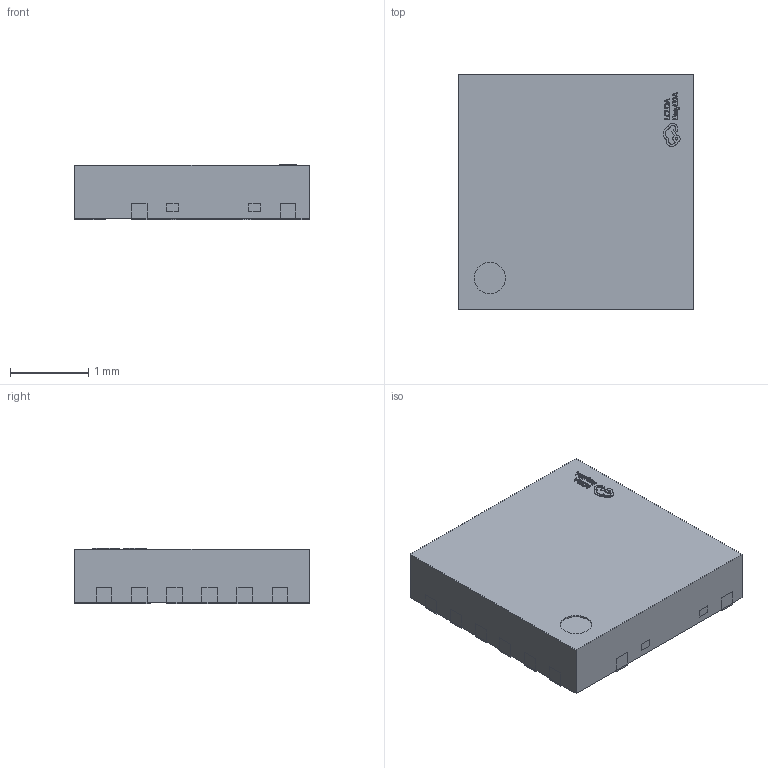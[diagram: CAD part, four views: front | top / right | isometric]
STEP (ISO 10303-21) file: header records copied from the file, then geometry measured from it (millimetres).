
FILE_DESCRIPTION (( 'STEP AP214' ), '1' );
FILE_NAME ('QFN-10-3x3.STEP', '2022-10-09T08:32:37', ( '' ), ( '' ), 'SwSTEP 2.0', 'SolidWorks 2019', '' );
FILE_SCHEMA (( 'AUTOMOTIVE_DESIGN' ));
Length unit declared in the file: millimetre
Products named in the file (1): QFN-10-3x3
Bounding box: 3 x 3 x 0.71 mm (x, y, z)
Volume: 6.3 mm3; surface area: 51.5 mm2
Topology: 20 solids, 20 shells, 517 faces, 1352 edges, 904 vertices
Faces by surface type: plane 351, bspline 112, cylinder 54
Entity records: 19056 total; most frequent: CARTESIAN_POINT 4878, ORIENTED_EDGE 2704, DIRECTION 2044, EDGE_CURVE 1352, VECTOR 1016, LINE 1016, VERTEX_POINT 904, EDGE_LOOP 546
